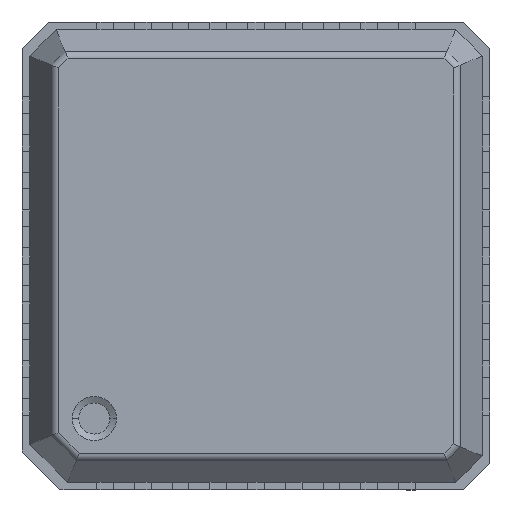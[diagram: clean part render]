
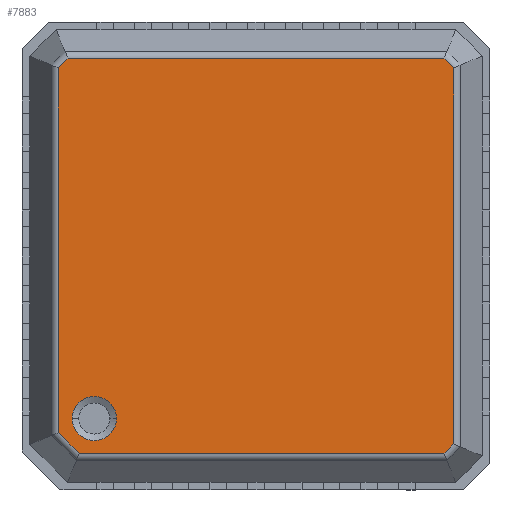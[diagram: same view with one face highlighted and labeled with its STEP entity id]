
A CAD part, top view. The second image highlights one B-rep face of the part: STEP entity #7883.
In plain terms, the highlighted planar face has unit normal (0, 0, 1).
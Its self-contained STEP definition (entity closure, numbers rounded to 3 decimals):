
#40 = DIRECTION ( 'NONE',  ( 1., 0., 0. ) ) ;
#230 = CARTESIAN_POINT ( 'NONE',  ( -2.619, 2.492, 0.9 ) ) ;
#240 = VERTEX_POINT ( 'NONE', #11745 ) ;
#298 = DIRECTION ( 'NONE',  ( 0., 0., -1. ) ) ;
#345 = CARTESIAN_POINT ( 'NONE',  ( -2.145, -2.157, 0.9 ) ) ;
#350 = LINE ( 'NONE', #10734, #12021 ) ;
#584 = CARTESIAN_POINT ( 'NONE',  ( 2.619, 2.492, 0.9 ) ) ;
#711 = EDGE_CURVE ( 'NONE', #4238, #6717, #14330, .T. ) ;
#775 = EDGE_CURVE ( 'NONE', #9578, #12699, #14516, .T. ) ;
#891 = EDGE_CURVE ( 'NONE', #4053, #240, #14293, .T. ) ;
#1263 = VECTOR ( 'NONE', #4987, 1000. ) ;
#1291 = DIRECTION ( 'NONE',  ( 0., 1., 0. ) ) ;
#1337 = ORIENTED_EDGE ( 'NONE', *, *, #7858, .T. ) ;
#1386 = ORIENTED_EDGE ( 'NONE', *, *, #8803, .T. ) ;
#1520 = DIRECTION ( 'NONE',  ( 1., 0., 0. ) ) ;
#1521 = CARTESIAN_POINT ( 'NONE',  ( 3., 2.619, 0.9 ) ) ;
#2014 = CARTESIAN_POINT ( 'NONE',  ( 5.556, 0.444, 0.9 ) ) ;
#2258 = VECTOR ( 'NONE', #10259, 1000. ) ;
#2464 = EDGE_CURVE ( 'NONE', #6717, #4238, #7494, .T. ) ;
#2543 = AXIS2_PLACEMENT_3D ( 'NONE', #345, #8507, #1520 ) ;
#2672 = DIRECTION ( 'NONE',  ( -1., 0., 0. ) ) ;
#2943 = ORIENTED_EDGE ( 'NONE', *, *, #14953, .T. ) ;
#3050 = LINE ( 'NONE', #9474, #6162 ) ;
#3456 = CARTESIAN_POINT ( 'NONE',  ( -2.492, 2.619, 0.9 ) ) ;
#3730 = ORIENTED_EDGE ( 'NONE', *, *, #711, .F. ) ;
#3769 = LINE ( 'NONE', #8269, #9640 ) ;
#3920 = AXIS2_PLACEMENT_3D ( 'NONE', #7300, #298, #8468 ) ;
#4053 = VERTEX_POINT ( 'NONE', #10659 ) ;
#4238 = VERTEX_POINT ( 'NONE', #5204 ) ;
#4573 = CARTESIAN_POINT ( 'NONE',  ( -2.342, -2.619, 0.9 ) ) ;
#4913 = CARTESIAN_POINT ( 'NONE',  ( 2.492, 2.619, 0.9 ) ) ;
#4987 = DIRECTION ( 'NONE',  ( 0., -1., 0. ) ) ;
#5204 = CARTESIAN_POINT ( 'NONE',  ( -1.852, -2.157, 0.9 ) ) ;
#5754 = VERTEX_POINT ( 'NONE', #4913 ) ;
#5869 = LINE ( 'NONE', #1521, #11697 ) ;
#6152 = LINE ( 'NONE', #11884, #11275 ) ;
#6162 = VECTOR ( 'NONE', #1291, 1000. ) ;
#6179 = CARTESIAN_POINT ( 'NONE',  ( -2.619, 3., 0.9 ) ) ;
#6402 = ORIENTED_EDGE ( 'NONE', *, *, #891, .T. ) ;
#6605 = ORIENTED_EDGE ( 'NONE', *, *, #7342, .T. ) ;
#6609 = VERTEX_POINT ( 'NONE', #584 ) ;
#6717 = VERTEX_POINT ( 'NONE', #10201 ) ;
#6729 = ORIENTED_EDGE ( 'NONE', *, *, #7917, .T. ) ;
#6957 = EDGE_CURVE ( 'NONE', #6609, #5754, #3769, .T. ) ;
#7037 = DIRECTION ( 'NONE',  ( 0., 0., 1. ) ) ;
#7247 = DIRECTION ( 'NONE',  ( -0.707, -0.707, 0. ) ) ;
#7266 = DIRECTION ( 'NONE',  ( 1., 0., 0. ) ) ;
#7300 = CARTESIAN_POINT ( 'NONE',  ( 3., 3., 0.9 ) ) ;
#7342 = EDGE_CURVE ( 'NONE', #240, #6609, #3050, .T. ) ;
#7494 = CIRCLE ( 'NONE', #10464, 0.293 ) ;
#7507 = CARTESIAN_POINT ( 'NONE',  ( -2.481, -2.481, 0.9 ) ) ;
#7858 = EDGE_CURVE ( 'NONE', #14128, #8625, #350, .T. ) ;
#7883 = ADVANCED_FACE ( 'NONE', ( #9329, #8954 ), #9601, .F. ) ;
#7917 = EDGE_CURVE ( 'NONE', #8625, #9578, #13677, .T. ) ;
#8269 = CARTESIAN_POINT ( 'NONE',  ( 2.556, 2.556, 0.9 ) ) ;
#8468 = DIRECTION ( 'NONE',  ( -1., 0., 0. ) ) ;
#8507 = DIRECTION ( 'NONE',  ( 0., 0., 1. ) ) ;
#8625 = VERTEX_POINT ( 'NONE', #230 ) ;
#8665 = DIRECTION ( 'NONE',  ( 0.707, -0.707, 0. ) ) ;
#8803 = EDGE_CURVE ( 'NONE', #12699, #4053, #6152, .T. ) ;
#8954 = FACE_BOUND ( 'NONE', #9337, .T. ) ;
#9329 = FACE_OUTER_BOUND ( 'NONE', #11826, .T. ) ;
#9337 = EDGE_LOOP ( 'NONE', ( #3730, #9842 ) ) ;
#9467 = DIRECTION ( 'NONE',  ( -0.707, 0.707, 0. ) ) ;
#9474 = CARTESIAN_POINT ( 'NONE',  ( 2.619, 3., 0.9 ) ) ;
#9578 = VERTEX_POINT ( 'NONE', #12071 ) ;
#9601 = PLANE ( 'NONE',  #3920 ) ;
#9640 = VECTOR ( 'NONE', #9467, 1000. ) ;
#9842 = ORIENTED_EDGE ( 'NONE', *, *, #2464, .F. ) ;
#10201 = CARTESIAN_POINT ( 'NONE',  ( -2.437, -2.157, 0.9 ) ) ;
#10259 = DIRECTION ( 'NONE',  ( 0.707, 0.707, 0. ) ) ;
#10464 = AXIS2_PLACEMENT_3D ( 'NONE', #14011, #7037, #40 ) ;
#10659 = CARTESIAN_POINT ( 'NONE',  ( 2.492, -2.619, 0.9 ) ) ;
#10734 = CARTESIAN_POINT ( 'NONE',  ( 0.444, 5.556, 0.9 ) ) ;
#11275 = VECTOR ( 'NONE', #7266, 1000. ) ;
#11432 = VECTOR ( 'NONE', #8665, 1000. ) ;
#11697 = VECTOR ( 'NONE', #2672, 1000. ) ;
#11745 = CARTESIAN_POINT ( 'NONE',  ( 2.619, -2.492, 0.9 ) ) ;
#11826 = EDGE_LOOP ( 'NONE', ( #6729, #14948, #1386, #6402, #6605, #13410, #2943, #1337 ) ) ;
#11884 = CARTESIAN_POINT ( 'NONE',  ( 3., -2.619, 0.9 ) ) ;
#12021 = VECTOR ( 'NONE', #7247, 1000. ) ;
#12071 = CARTESIAN_POINT ( 'NONE',  ( -2.619, -2.342, 0.9 ) ) ;
#12699 = VERTEX_POINT ( 'NONE', #4573 ) ;
#13410 = ORIENTED_EDGE ( 'NONE', *, *, #6957, .T. ) ;
#13677 = LINE ( 'NONE', #6179, #1263 ) ;
#14011 = CARTESIAN_POINT ( 'NONE',  ( -2.145, -2.157, 0.9 ) ) ;
#14128 = VERTEX_POINT ( 'NONE', #3456 ) ;
#14293 = LINE ( 'NONE', #2014, #2258 ) ;
#14330 = CIRCLE ( 'NONE', #2543, 0.293 ) ;
#14516 = LINE ( 'NONE', #7507, #11432 ) ;
#14948 = ORIENTED_EDGE ( 'NONE', *, *, #775, .T. ) ;
#14953 = EDGE_CURVE ( 'NONE', #5754, #14128, #5869, .T. ) ;
